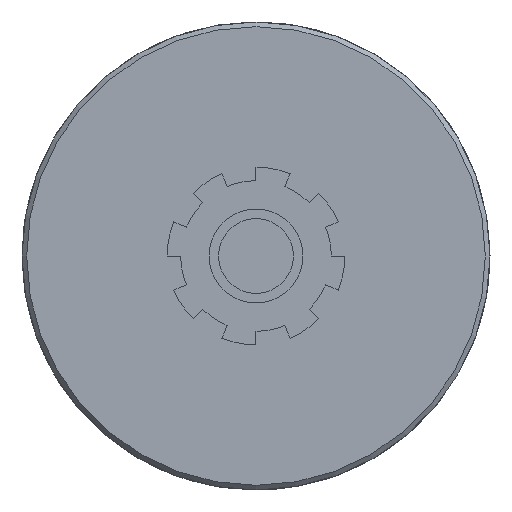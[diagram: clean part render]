
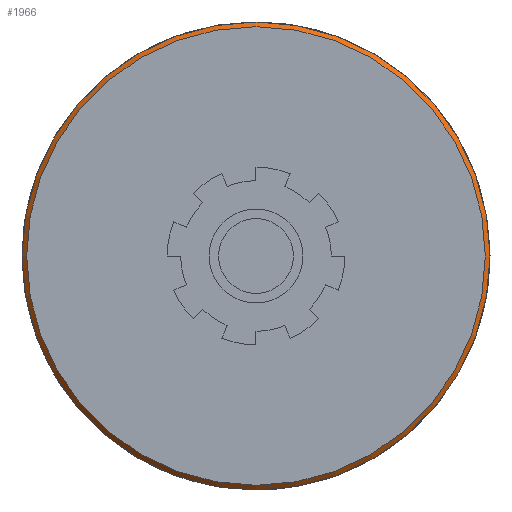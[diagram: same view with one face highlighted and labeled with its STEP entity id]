
A CAD part, left-side view. The second image highlights one B-rep face of the part: STEP entity #1966.
In plain terms, the highlighted conical face has half-angle 45 degrees and reference radius 25 mm.
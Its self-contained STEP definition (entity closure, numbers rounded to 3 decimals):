
#855 = CYLINDRICAL_SURFACE('',#856,25.);
#856 = AXIS2_PLACEMENT_3D('',#857,#858,#859);
#857 = CARTESIAN_POINT('',(-37.,128.5,15.85));
#858 = DIRECTION('',(1.,0.,0.));
#859 = DIRECTION('',(0.,0.,-1.));
#998 = VERTEX_POINT('',#999);
#999 = CARTESIAN_POINT('',(-36.5,128.5,-9.15));
#1022 = EDGE_CURVE('',#998,#998,#1023,.T.);
#1023 = SURFACE_CURVE('',#1024,(#1029,#1036),.PCURVE_S1.);
#1024 = CIRCLE('',#1025,25.);
#1025 = AXIS2_PLACEMENT_3D('',#1026,#1027,#1028);
#1026 = CARTESIAN_POINT('',(-36.5,128.5,15.85));
#1027 = DIRECTION('',(1.,0.,0.));
#1028 = DIRECTION('',(0.,0.,-1.));
#1029 = PCURVE('',#855,#1030);
#1030 = DEFINITIONAL_REPRESENTATION('',(#1031),#1035);
#1031 = LINE('',#1032,#1033);
#1032 = CARTESIAN_POINT('',(0.,0.5));
#1033 = VECTOR('',#1034,1.);
#1034 = DIRECTION('',(1.,0.));
#1035 = ( GEOMETRIC_REPRESENTATION_CONTEXT(2) 
PARAMETRIC_REPRESENTATION_CONTEXT() REPRESENTATION_CONTEXT('2D SPACE',''
  ) );
#1036 = PCURVE('',#1037,#1042);
#1037 = CONICAL_SURFACE('',#1038,25.,0.785);
#1038 = AXIS2_PLACEMENT_3D('',#1039,#1040,#1041);
#1039 = CARTESIAN_POINT('',(-36.5,128.5,15.85));
#1040 = DIRECTION('',(1.,0.,0.));
#1041 = DIRECTION('',(0.,0.,-1.));
#1042 = DEFINITIONAL_REPRESENTATION('',(#1043),#1047);
#1043 = LINE('',#1044,#1045);
#1044 = CARTESIAN_POINT('',(0.,-0.));
#1045 = VECTOR('',#1046,1.);
#1046 = DIRECTION('',(1.,-0.));
#1047 = ( GEOMETRIC_REPRESENTATION_CONTEXT(2) 
PARAMETRIC_REPRESENTATION_CONTEXT() REPRESENTATION_CONTEXT('2D SPACE',''
  ) );
#1966 = ADVANCED_FACE('',(#1967),#1037,.T.);
#1967 = FACE_BOUND('',#1968,.F.);
#1968 = EDGE_LOOP('',(#1969,#1990,#1991,#1992));
#1969 = ORIENTED_EDGE('',*,*,#1970,.F.);
#1970 = EDGE_CURVE('',#998,#1971,#1973,.T.);
#1971 = VERTEX_POINT('',#1972);
#1972 = CARTESIAN_POINT('',(-37.,128.5,-8.65));
#1973 = SEAM_CURVE('',#1974,(#1978,#1984),.PCURVE_S1.);
#1974 = LINE('',#1975,#1976);
#1975 = CARTESIAN_POINT('',(-36.5,128.5,-9.15));
#1976 = VECTOR('',#1977,1.);
#1977 = DIRECTION('',(-0.707,0.,0.707));
#1978 = PCURVE('',#1037,#1979);
#1979 = DEFINITIONAL_REPRESENTATION('',(#1980),#1983);
#1980 = B_SPLINE_CURVE_WITH_KNOTS('',1,(#1981,#1982),.UNSPECIFIED.,.F.,
  .F.,(2,2),(0.,0.707),.PIECEWISE_BEZIER_KNOTS.);
#1981 = CARTESIAN_POINT('',(0.,0.));
#1982 = CARTESIAN_POINT('',(0.,-0.5));
#1983 = ( GEOMETRIC_REPRESENTATION_CONTEXT(2) 
PARAMETRIC_REPRESENTATION_CONTEXT() REPRESENTATION_CONTEXT('2D SPACE',''
  ) );
#1984 = PCURVE('',#1037,#1985);
#1985 = DEFINITIONAL_REPRESENTATION('',(#1986),#1989);
#1986 = B_SPLINE_CURVE_WITH_KNOTS('',1,(#1987,#1988),.UNSPECIFIED.,.F.,
  .F.,(2,2),(0.,0.707),.PIECEWISE_BEZIER_KNOTS.);
#1987 = CARTESIAN_POINT('',(6.283,0.));
#1988 = CARTESIAN_POINT('',(6.283,-0.5));
#1989 = ( GEOMETRIC_REPRESENTATION_CONTEXT(2) 
PARAMETRIC_REPRESENTATION_CONTEXT() REPRESENTATION_CONTEXT('2D SPACE',''
  ) );
#1990 = ORIENTED_EDGE('',*,*,#1022,.T.);
#1991 = ORIENTED_EDGE('',*,*,#1970,.T.);
#1992 = ORIENTED_EDGE('',*,*,#1993,.F.);
#1993 = EDGE_CURVE('',#1971,#1971,#1994,.T.);
#1994 = SURFACE_CURVE('',#1995,(#2000,#2007),.PCURVE_S1.);
#1995 = CIRCLE('',#1996,24.5);
#1996 = AXIS2_PLACEMENT_3D('',#1997,#1998,#1999);
#1997 = CARTESIAN_POINT('',(-37.,128.5,15.85));
#1998 = DIRECTION('',(1.,0.,0.));
#1999 = DIRECTION('',(0.,0.,-1.));
#2000 = PCURVE('',#1037,#2001);
#2001 = DEFINITIONAL_REPRESENTATION('',(#2002),#2006);
#2002 = LINE('',#2003,#2004);
#2003 = CARTESIAN_POINT('',(0.,-0.5));
#2004 = VECTOR('',#2005,1.);
#2005 = DIRECTION('',(1.,-0.));
#2006 = ( GEOMETRIC_REPRESENTATION_CONTEXT(2) 
PARAMETRIC_REPRESENTATION_CONTEXT() REPRESENTATION_CONTEXT('2D SPACE',''
  ) );
#2007 = PCURVE('',#2008,#2013);
#2008 = PLANE('',#2009);
#2009 = AXIS2_PLACEMENT_3D('',#2010,#2011,#2012);
#2010 = CARTESIAN_POINT('',(-37.,128.5,15.85));
#2011 = DIRECTION('',(1.,0.,0.));
#2012 = DIRECTION('',(0.,0.,-1.));
#2013 = DEFINITIONAL_REPRESENTATION('',(#2014),#2018);
#2014 = CIRCLE('',#2015,24.5);
#2015 = AXIS2_PLACEMENT_2D('',#2016,#2017);
#2016 = CARTESIAN_POINT('',(0.,0.));
#2017 = DIRECTION('',(1.,0.));
#2018 = ( GEOMETRIC_REPRESENTATION_CONTEXT(2) 
PARAMETRIC_REPRESENTATION_CONTEXT() REPRESENTATION_CONTEXT('2D SPACE',''
  ) );
